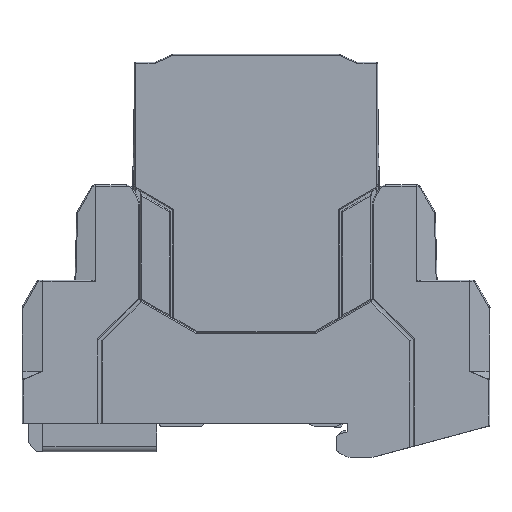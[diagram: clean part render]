
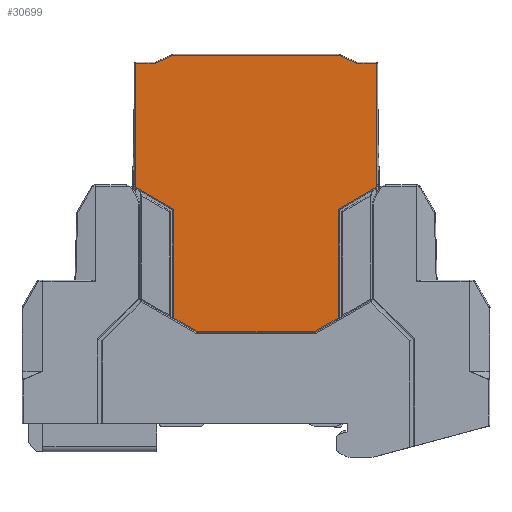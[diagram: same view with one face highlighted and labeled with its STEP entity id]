
A CAD part, top view. The second image highlights one B-rep face of the part: STEP entity #30699.
In plain terms, the highlighted planar face has unit normal (0, 0, 1).
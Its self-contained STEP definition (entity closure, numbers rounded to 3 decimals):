
#21296=CARTESIAN_POINT('',(7.6,23.743,6.25));
#21304=DIRECTION('',(0.,1.,0.));
#21305=VECTOR('',#21304,20.9);
#21306=CARTESIAN_POINT('',(7.6,2.843,6.25));
#21307=LINE('',#21306,#21305);
#21312=DIRECTION('',(-0.915,-0.404,0.));
#21313=VECTOR('',#21312,3.716);
#21314=CARTESIAN_POINT('',(7.442,53.3,6.25));
#21315=LINE('',#21314,#21313);
#21316=DIRECTION('',(-0.915,0.404,0.));
#21317=VECTOR('',#21316,3.716);
#21318=CARTESIAN_POINT('',(42.758,51.8,6.25));
#21319=LINE('',#21318,#21317);
#21320=CARTESIAN_POINT('',(45.8,28.477,6.25));
#21321=DIRECTION('',(0.,0.,1.));
#21322=DIRECTION('',(0.5,-0.866,0.));
#21323=AXIS2_PLACEMENT_3D('',#21320,#21321,#21322);
#21325=DIRECTION('',(0.866,0.5,0.));
#21326=VECTOR('',#21325,8.083);
#21327=CARTESIAN_POINT('',(39.2,23.743,6.25));
#21328=LINE('',#21327,#21326);
#21329=DIRECTION('',(0.866,0.5,0.));
#21330=VECTOR('',#21329,5.286);
#21331=CARTESIAN_POINT('',(34.622,0.2,6.25));
#21332=LINE('',#21331,#21330);
#21333=DIRECTION('',(0.866,-0.5,0.));
#21334=VECTOR('',#21333,5.286);
#21335=CARTESIAN_POINT('',(7.6,2.843,6.25));
#21336=LINE('',#21335,#21334);
#21337=DIRECTION('',(0.866,-0.5,0.));
#21338=VECTOR('',#21337,8.083);
#21339=CARTESIAN_POINT('',(0.6,27.785,6.25));
#21340=LINE('',#21339,#21338);
#21341=CARTESIAN_POINT('',(1.,28.477,6.25));
#21342=DIRECTION('',(0.,0.,1.));
#21343=DIRECTION('',(-1.,0.,0.));
#21344=AXIS2_PLACEMENT_3D('',#21341,#21342,#21343);
#21346=CARTESIAN_POINT('',(7.442,53.3,6.25));
#21358=CARTESIAN_POINT('',(39.358,53.3,6.25));
#21366=DIRECTION('',(1.,0.,0.));
#21367=VECTOR('',#21366,31.916);
#21368=CARTESIAN_POINT('',(7.442,53.3,6.25));
#21369=LINE('',#21368,#21367);
#21714=CARTESIAN_POINT('',(39.2,23.743,6.25));
#21726=CARTESIAN_POINT('',(39.2,2.843,6.25));
#21734=DIRECTION('',(0.,-1.,0.));
#21735=VECTOR('',#21734,20.9);
#21736=CARTESIAN_POINT('',(39.2,23.743,6.25));
#21737=LINE('',#21736,#21735);
#21754=DIRECTION('',(-1.,0.,0.));
#21755=VECTOR('',#21754,22.444);
#21756=CARTESIAN_POINT('',(34.622,0.2,6.25));
#21757=LINE('',#21756,#21755);
#21762=CARTESIAN_POINT('',(12.178,0.2,6.25));
#21774=CARTESIAN_POINT('',(7.6,2.843,6.25));
#22125=DIRECTION('',(0.,-1.,0.));
#22126=VECTOR('',#22125,23.323);
#22127=CARTESIAN_POINT('',(46.6,51.8,6.25));
#22128=LINE('',#22127,#22126);
#22397=DIRECTION('',(1.,0.,0.));
#22398=VECTOR('',#22397,3.842);
#22399=CARTESIAN_POINT('',(42.758,51.8,6.25));
#22400=LINE('',#22399,#22398);
#24117=CARTESIAN_POINT('',(4.042,51.8,6.25));
#24125=DIRECTION('',(1.,0.,0.));
#24126=VECTOR('',#24125,3.842);
#24127=CARTESIAN_POINT('',(0.2,51.8,6.25));
#24128=LINE('',#24127,#24126);
#24133=DIRECTION('',(0.,1.,0.));
#24134=VECTOR('',#24133,23.323);
#24135=CARTESIAN_POINT('',(0.2,28.477,6.25));
#24136=LINE('',#24135,#24134);
#25398=VERTEX_POINT('',#21358);
#25399=CARTESIAN_POINT('',(42.758,51.8,6.25));
#25400=VERTEX_POINT('',#25399);
#25401=CARTESIAN_POINT('',(46.6,51.8,6.25));
#25402=VERTEX_POINT('',#25401);
#25418=VERTEX_POINT('',#21296);
#25422=VERTEX_POINT('',#21774);
#25441=CARTESIAN_POINT('',(0.6,27.785,6.25));
#25442=VERTEX_POINT('',#25441);
#25466=VERTEX_POINT('',#21762);
#25467=CARTESIAN_POINT('',(34.622,0.2,6.25));
#25468=VERTEX_POINT('',#25467);
#25483=VERTEX_POINT('',#21714);
#25485=CARTESIAN_POINT('',(46.2,27.785,6.25));
#25486=VERTEX_POINT('',#25485);
#25487=VERTEX_POINT('',#21726);
#25507=CARTESIAN_POINT('',(46.6,28.477,6.25));
#25508=VERTEX_POINT('',#25507);
#25555=CARTESIAN_POINT('',(0.2,51.8,6.25));
#25556=VERTEX_POINT('',#25555);
#25559=CARTESIAN_POINT('',(0.2,28.477,6.25));
#25560=VERTEX_POINT('',#25559);
#25561=VERTEX_POINT('',#24117);
#25562=VERTEX_POINT('',#21346);
#30662=CARTESIAN_POINT('',(0.,0.,6.25));
#30663=DIRECTION('',(0.,0.,1.));
#30664=DIRECTION('',(1.,0.,0.));
#30665=AXIS2_PLACEMENT_3D('',#30662,#30663,#30664);
#30666=PLANE('',#30665);
#30668=ORIENTED_EDGE('',*,*,#30667,.F.);
#30670=ORIENTED_EDGE('',*,*,#30669,.T.);
#30672=ORIENTED_EDGE('',*,*,#30671,.F.);
#30674=ORIENTED_EDGE('',*,*,#30673,.T.);
#30676=ORIENTED_EDGE('',*,*,#30675,.T.);
#30678=ORIENTED_EDGE('',*,*,#30677,.F.);
#30680=ORIENTED_EDGE('',*,*,#30679,.F.);
#30682=ORIENTED_EDGE('',*,*,#30681,.T.);
#30684=ORIENTED_EDGE('',*,*,#30683,.F.);
#30686=ORIENTED_EDGE('',*,*,#30685,.T.);
#30688=ORIENTED_EDGE('',*,*,#30687,.F.);
#30689=ORIENTED_EDGE('',*,*,#30646,.T.);
#30690=ORIENTED_EDGE('',*,*,#30628,.F.);
#30692=ORIENTED_EDGE('',*,*,#30691,.F.);
#30694=ORIENTED_EDGE('',*,*,#30693,.T.);
#30696=ORIENTED_EDGE('',*,*,#30695,.T.);
#30697=EDGE_LOOP('',(#30668,#30670,#30672,#30674,#30676,#30678,#30680,#30682,
#30684,#30686,#30688,#30689,#30690,#30692,#30694,#30696));
#30698=FACE_OUTER_BOUND('',#30697,.F.);
#30699=ADVANCED_FACE('',(#30698),#30666,.T.);
#21324=CIRCLE('',#21323,0.8);
#21345=CIRCLE('',#21344,0.8);
#30628=EDGE_CURVE('',#25442,#25418,#21340,.T.);
#30646=EDGE_CURVE('',#25422,#25418,#21307,.T.);
#30667=EDGE_CURVE('',#25562,#25561,#21315,.T.);
#30669=EDGE_CURVE('',#25562,#25398,#21369,.T.);
#30671=EDGE_CURVE('',#25400,#25398,#21319,.T.);
#30673=EDGE_CURVE('',#25400,#25402,#22400,.T.);
#30675=EDGE_CURVE('',#25402,#25508,#22128,.T.);
#30677=EDGE_CURVE('',#25486,#25508,#21324,.T.);
#30679=EDGE_CURVE('',#25483,#25486,#21328,.T.);
#30681=EDGE_CURVE('',#25483,#25487,#21737,.T.);
#30683=EDGE_CURVE('',#25468,#25487,#21332,.T.);
#30685=EDGE_CURVE('',#25468,#25466,#21757,.T.);
#30687=EDGE_CURVE('',#25422,#25466,#21336,.T.);
#30691=EDGE_CURVE('',#25560,#25442,#21345,.T.);
#30693=EDGE_CURVE('',#25560,#25556,#24136,.T.);
#30695=EDGE_CURVE('',#25556,#25561,#24128,.T.);
